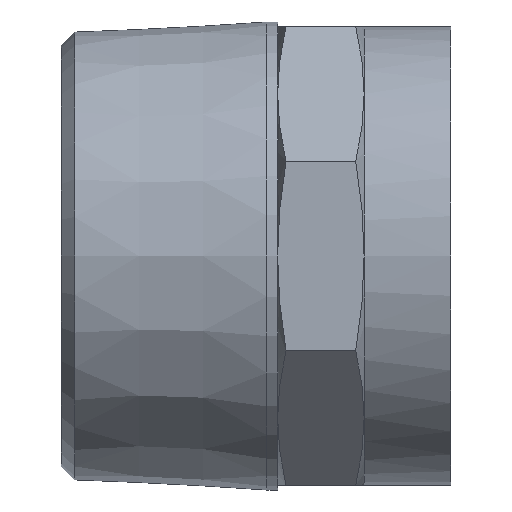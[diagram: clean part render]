
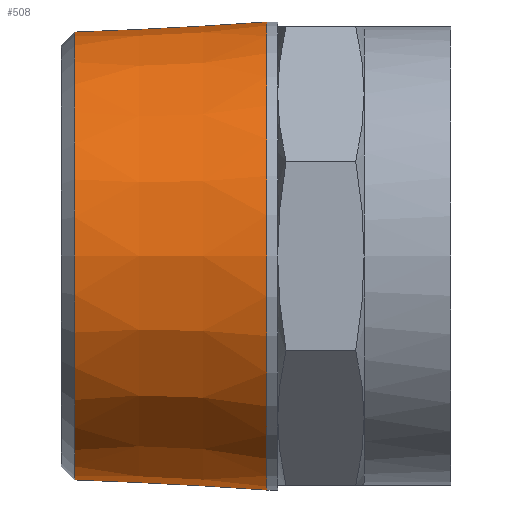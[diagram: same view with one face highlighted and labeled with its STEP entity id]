
A CAD part, front view. The second image highlights one B-rep face of the part: STEP entity #508.
In plain terms, the highlighted conical face has half-angle 3.013 degrees and reference radius 21.65 mm.
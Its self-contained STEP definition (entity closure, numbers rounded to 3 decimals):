
#217=ORIENTED_EDGE('',*,*,#289,.T.);
#218=ORIENTED_EDGE('',*,*,#288,.F.);
#288=EDGE_CURVE('',#331,#331,#358,.T.);
#289=EDGE_CURVE('',#332,#332,#359,.T.);
#331=VERTEX_POINT('',#965);
#332=VERTEX_POINT('',#968);
#358=CIRCLE('',#584,20.714);
#359=CIRCLE('',#586,21.65);
#402=EDGE_LOOP('',(#217));
#403=EDGE_LOOP('',(#218));
#450=FACE_BOUND('',#402,.T.);
#451=FACE_BOUND('',#403,.T.);
#474=CONICAL_SURFACE('',#585,21.65,0.053);
#508=ADVANCED_FACE('',(#450,#451),#474,.T.);
#584=AXIS2_PLACEMENT_3D('',#964,#716,#717);
#585=AXIS2_PLACEMENT_3D('',#966,#718,#719);
#586=AXIS2_PLACEMENT_3D('',#967,#720,#721);
#716=DIRECTION('',(-1.,0.,0.));
#717=DIRECTION('',(0.,-1.,0.));
#718=DIRECTION('',(1.,0.,0.));
#719=DIRECTION('',(0.,1.,0.));
#720=DIRECTION('',(-1.,0.,0.));
#721=DIRECTION('',(0.,-1.,0.));
#964=CARTESIAN_POINT('',(-17.636,0.,0.));
#965=CARTESIAN_POINT('',(-17.636,-20.714,0.));
#966=CARTESIAN_POINT('',(0.15,0.,0.));
#967=CARTESIAN_POINT('',(0.15,0.,0.));
#968=CARTESIAN_POINT('',(0.15,-21.65,0.));
